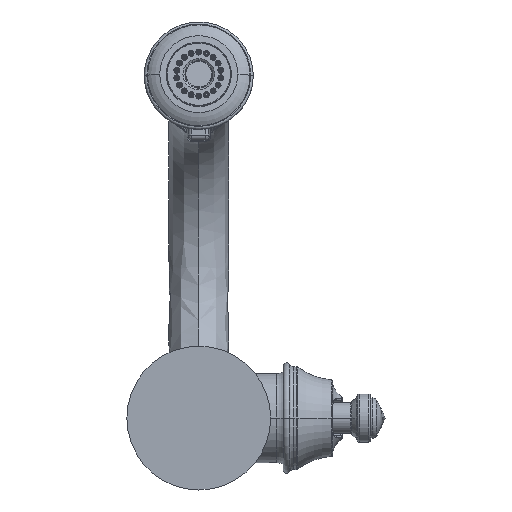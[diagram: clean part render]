
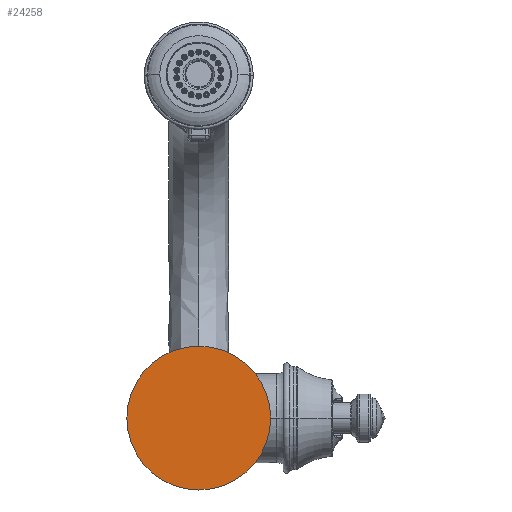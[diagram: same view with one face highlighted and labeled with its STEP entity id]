
A CAD part, front view. The second image highlights one B-rep face of the part: STEP entity #24258.
In plain terms, the highlighted planar face has unit normal (0, -1, 0).
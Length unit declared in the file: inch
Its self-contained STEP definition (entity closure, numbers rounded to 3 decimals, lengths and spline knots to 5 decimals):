
#6139=CARTESIAN_POINT('',(-5.56073,-0.06575,-0.98612));
#6140=DIRECTION('',(0.,-1.,0.));
#6141=DIRECTION('',(0.,0.,1.));
#6142=AXIS2_PLACEMENT_3D('',#6139,#6140,#6141);
#6144=CARTESIAN_POINT('',(-5.56073,-0.06575,-0.98612));
#6145=DIRECTION('',(0.,1.,0.));
#6146=DIRECTION('',(0.,0.,1.));
#6147=AXIS2_PLACEMENT_3D('',#6144,#6145,#6146);
#10124=CARTESIAN_POINT('',(-5.56073,-0.06575,0.38388));
#10125=CARTESIAN_POINT('',(-5.56073,-0.06575,-2.35612));
#10126=VERTEX_POINT('',#10124);
#10127=VERTEX_POINT('',#10125);
#24249=CARTESIAN_POINT('',(-5.56073,-0.06575,-0.98612));
#24250=DIRECTION('',(0.,-1.,0.));
#24251=DIRECTION('',(0.,0.,1.));
#24252=AXIS2_PLACEMENT_3D('',#24249,#24250,#24251);
#24253=PLANE('',#24252);
#24254=ORIENTED_EDGE('',*,*,#24216,.F.);
#24255=ORIENTED_EDGE('',*,*,#24231,.T.);
#24256=EDGE_LOOP('',(#24254,#24255));
#24257=FACE_OUTER_BOUND('',#24256,.F.);
#24258=ADVANCED_FACE('',(#24257),#24253,.T.);
#6143=CIRCLE('',#6142,1.37);
#6148=CIRCLE('',#6147,1.37);
#24216=EDGE_CURVE('',#10126,#10127,#6143,.T.);
#24231=EDGE_CURVE('',#10126,#10127,#6148,.T.);
